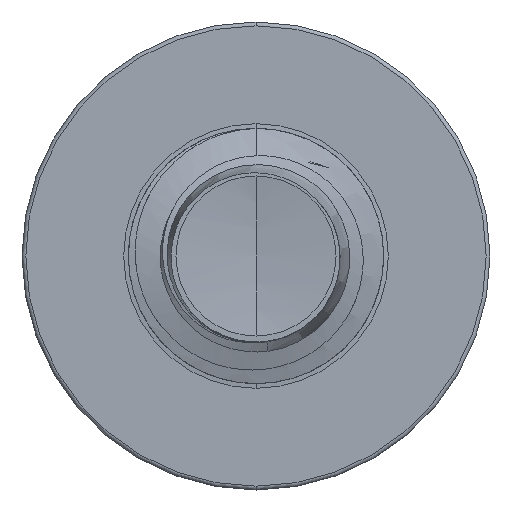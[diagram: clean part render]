
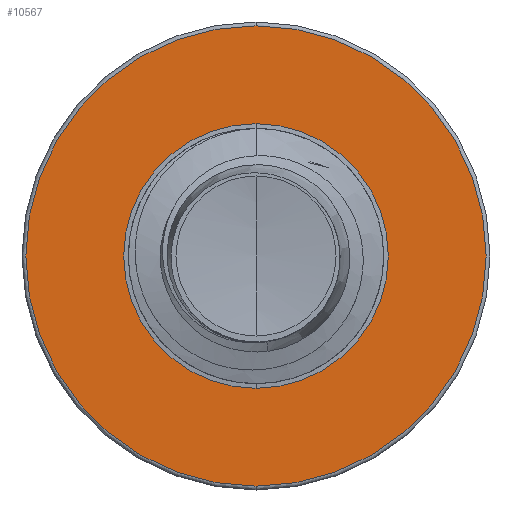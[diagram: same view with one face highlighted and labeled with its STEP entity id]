
A CAD part, front view. The second image highlights one B-rep face of the part: STEP entity #10567.
In plain terms, the highlighted planar face has unit normal (0, -1, 0).
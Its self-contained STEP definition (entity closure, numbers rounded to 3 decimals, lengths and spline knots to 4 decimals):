
#349 = DIRECTION ( 'NONE',  ( 0., 0., 1. ) ) ;
#379 = DIRECTION ( 'NONE',  ( 0., 1., 0. ) ) ;
#390 = CARTESIAN_POINT ( 'NONE',  ( 0., 8., 0. ) ) ;
#485 = EDGE_CURVE ( 'NONE', #2511, #9730, #29219, .T. ) ;
#2511 = VERTEX_POINT ( 'NONE', #9168 ) ;
#5618 = FACE_BOUND ( 'NONE', #23535, .T. ) ;
#7404 = DIRECTION ( 'NONE',  ( 0., 1., 0. ) ) ;
#7409 = CARTESIAN_POINT ( 'NONE',  ( 0., 8., 0. ) ) ;
#9168 = CARTESIAN_POINT ( 'NONE',  ( 0., 8., 0.9332 ) ) ;
#9730 = VERTEX_POINT ( 'NONE', #19900 ) ;
#10567 = ADVANCED_FACE ( 'NONE', ( #18679, #5618 ), #15995, .F. ) ;
#12484 = DIRECTION ( 'NONE',  ( 0., 1., 0. ) ) ;
#12509 = CIRCLE ( 'NONE', #30010, 1.623 ) ;
#12578 = EDGE_CURVE ( 'NONE', #9730, #2511, #26314, .T. ) ;
#13521 = CARTESIAN_POINT ( 'NONE',  ( 0., 8., -1.623 ) ) ;
#13563 = CIRCLE ( 'NONE', #26414, 1.623 ) ;
#14713 = CARTESIAN_POINT ( 'NONE',  ( 0., 8., 0. ) ) ;
#15921 = DIRECTION ( 'NONE',  ( 0., 0., 1. ) ) ;
#15958 = DIRECTION ( 'NONE',  ( 0., 1., 0. ) ) ;
#15995 = PLANE ( 'NONE',  #27600 ) ;
#16383 = CARTESIAN_POINT ( 'NONE',  ( 0., 8., -0.9332 ) ) ;
#16923 = ORIENTED_EDGE ( 'NONE', *, *, #19046, .F. ) ;
#17014 = DIRECTION ( 'NONE',  ( 0., 0., 1. ) ) ;
#17301 = VERTEX_POINT ( 'NONE', #13521 ) ;
#18492 = AXIS2_PLACEMENT_3D ( 'NONE', #7409, #7404, #30640 ) ;
#18533 = EDGE_LOOP ( 'NONE', ( #22272, #16923 ) ) ;
#18679 = FACE_OUTER_BOUND ( 'NONE', #18533, .T. ) ;
#19046 = EDGE_CURVE ( 'NONE', #17301, #19975, #12509, .T. ) ;
#19900 = CARTESIAN_POINT ( 'NONE',  ( 0., 8., -0.9332 ) ) ;
#19975 = VERTEX_POINT ( 'NONE', #27408 ) ;
#21170 = AXIS2_PLACEMENT_3D ( 'NONE', #390, #379, #349 ) ;
#22272 = ORIENTED_EDGE ( 'NONE', *, *, #30888, .F. ) ;
#23535 = EDGE_LOOP ( 'NONE', ( #28867, #25101 ) ) ;
#25101 = ORIENTED_EDGE ( 'NONE', *, *, #12578, .T. ) ;
#26046 = CARTESIAN_POINT ( 'NONE',  ( 0., 8., 0. ) ) ;
#26314 = CIRCLE ( 'NONE', #21170, 0.9332 ) ;
#26414 = AXIS2_PLACEMENT_3D ( 'NONE', #14713, #30564, #17014 ) ;
#27408 = CARTESIAN_POINT ( 'NONE',  ( 0., 8., 1.623 ) ) ;
#27600 = AXIS2_PLACEMENT_3D ( 'NONE', #16383, #15958, #15921 ) ;
#28294 = DIRECTION ( 'NONE',  ( 0., 0., 1. ) ) ;
#28867 = ORIENTED_EDGE ( 'NONE', *, *, #485, .T. ) ;
#29219 = CIRCLE ( 'NONE', #18492, 0.9332 ) ;
#30010 = AXIS2_PLACEMENT_3D ( 'NONE', #26046, #12484, #28294 ) ;
#30564 = DIRECTION ( 'NONE',  ( 0., 1., 0. ) ) ;
#30640 = DIRECTION ( 'NONE',  ( 0., 0., 1. ) ) ;
#30888 = EDGE_CURVE ( 'NONE', #19975, #17301, #13563, .T. ) ;
